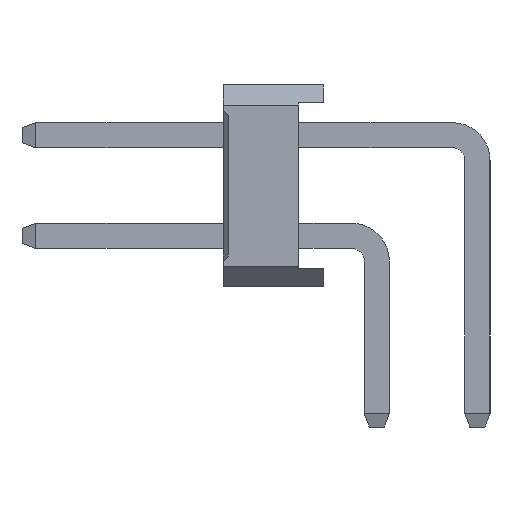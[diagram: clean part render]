
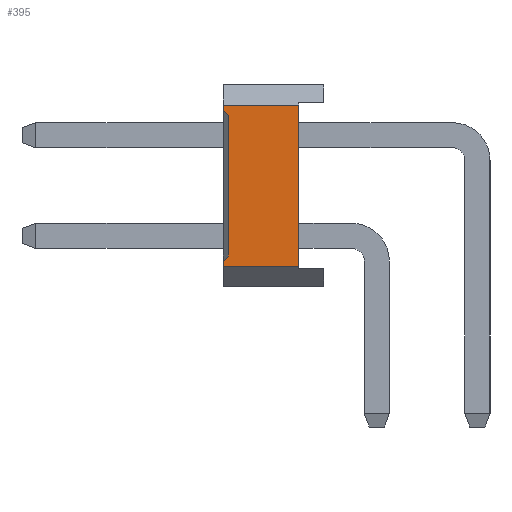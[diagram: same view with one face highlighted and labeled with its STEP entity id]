
A CAD part, left-side view. The second image highlights one B-rep face of the part: STEP entity #395.
In plain terms, the highlighted planar face has unit normal (-1, 0, 0).
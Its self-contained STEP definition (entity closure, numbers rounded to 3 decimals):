
#395=ADVANCED_FACE('',(#6707),#6709,.T.);
#6707=FACE_BOUND('',#6708,.T.);
#6708=EDGE_LOOP('',(#11825,#11826,#11827,#11828,#11829,#11830,#11831,#11832));
#6709=PLANE('',#6710);
#6710=AXIS2_PLACEMENT_3D('',#6711,#6712,#6713);
#6711=CARTESIAN_POINT('',(-1.,1.05,0.4));
#6712=DIRECTION('',(-1.,0.,0.));
#6713=DIRECTION('',(0.,0.,1.));
#11825=ORIENTED_EDGE('',*,*,#15213,.F.);
#11826=ORIENTED_EDGE('',*,*,#15214,.T.);
#11827=ORIENTED_EDGE('',*,*,#15215,.F.);
#11828=ORIENTED_EDGE('',*,*,#14904,.F.);
#11829=ORIENTED_EDGE('',*,*,#15211,.F.);
#11830=ORIENTED_EDGE('',*,*,#15216,.T.);
#11831=ORIENTED_EDGE('',*,*,#15217,.T.);
#11832=ORIENTED_EDGE('',*,*,#14908,.F.);
#14904=EDGE_CURVE('',#16673,#16675,#16676,.T.);
#14908=EDGE_CURVE('',#16681,#16683,#16684,.T.);
#15211=EDGE_CURVE('',#17250,#16673,#17252,.T.);
#15213=EDGE_CURVE('',#17254,#16681,#17255,.F.);
#15214=EDGE_CURVE('',#17254,#17256,#17257,.T.);
#15215=EDGE_CURVE('',#16675,#17256,#17258,.F.);
#15216=EDGE_CURVE('',#17250,#17259,#17260,.T.);
#15217=EDGE_CURVE('',#17259,#16683,#17261,.T.);
#16673=VERTEX_POINT('',#19570);
#16675=VERTEX_POINT('',#19574);
#16676=LINE('',#19575,#19576);
#16681=VERTEX_POINT('',#19586);
#16683=VERTEX_POINT('',#19590);
#16684=LINE('',#19591,#19592);
#17250=VERTEX_POINT('',#20761);
#17252=LINE('',#20765,#20766);
#17254=VERTEX_POINT('',#20771);
#17255=LINE('',#20772,#20773);
#17256=VERTEX_POINT('',#20775);
#17257=LINE('',#20776,#20777);
#17258=LINE('',#20779,#20780);
#17259=VERTEX_POINT('',#20782);
#17260=LINE('',#20783,#20784);
#17261=LINE('',#20786,#20787);
#19570=CARTESIAN_POINT('',(-1.,3.05,0.4));
#19574=CARTESIAN_POINT('',(-1.,3.05,0.5));
#19575=CARTESIAN_POINT('',(-1.,3.05,0.4));
#19576=VECTOR('',#19577,1.);
#19577=DIRECTION('',(0.,0.,1.));
#19586=CARTESIAN_POINT('',(-1.,3.05,3.5));
#19590=CARTESIAN_POINT('',(-1.,3.05,3.6));
#19591=CARTESIAN_POINT('',(-1.,3.05,3.5));
#19592=VECTOR('',#19593,1.);
#19593=DIRECTION('',(0.,0.,1.));
#20761=CARTESIAN_POINT('',(-1.,1.55,0.4));
#20765=CARTESIAN_POINT('',(-1.,1.55,0.4));
#20766=VECTOR('',#20767,1.);
#20767=DIRECTION('',(0.,1.,0.));
#20771=CARTESIAN_POINT('',(-1.,2.95,3.4));
#20772=CARTESIAN_POINT('',(-1.,3.05,3.5));
#20773=VECTOR('',#20774,1.);
#20774=DIRECTION('',(0.,-0.707,-0.707));
#20775=CARTESIAN_POINT('',(-1.,2.95,0.6));
#20776=CARTESIAN_POINT('',(-1.,2.95,3.4));
#20777=VECTOR('',#20778,1.);
#20778=DIRECTION('',(0.,0.,-1.));
#20779=CARTESIAN_POINT('',(-1.,2.95,0.6));
#20780=VECTOR('',#20781,1.);
#20781=DIRECTION('',(0.,0.707,-0.707));
#20782=CARTESIAN_POINT('',(-1.,1.55,3.6));
#20783=CARTESIAN_POINT('',(-1.,1.55,0.4));
#20784=VECTOR('',#20785,1.);
#20785=DIRECTION('',(0.,0.,1.));
#20786=CARTESIAN_POINT('',(-1.,1.55,3.6));
#20787=VECTOR('',#20788,1.);
#20788=DIRECTION('',(0.,1.,0.));
